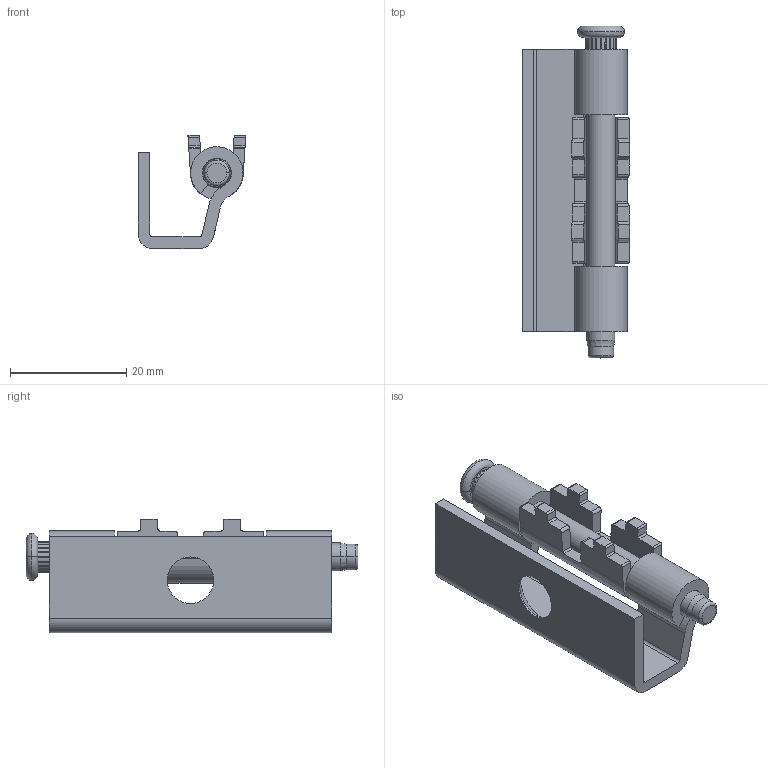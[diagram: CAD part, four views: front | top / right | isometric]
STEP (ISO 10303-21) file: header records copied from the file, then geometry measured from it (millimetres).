
FILE_DESCRIPTION(/* description */ (''),/* implementation_level */ '2;1');
FILE_NAME(/* name */ 'JL022',/* time_stamp */ '2024-10-19T09:15:30+08:00',/* author */ (''),/* organization */ (''),/* preprocessor_version */ 'ST-DEVELOPER v19.2',/* originating_system */ 'Rhino 8.5',/* authorisation */ '');
FILE_SCHEMA (('CONFIG_CONTROL_DESIGN'));
Length unit declared in the file: millimetre
Products named in the file (1): Document
Bounding box: 18.47 x 57 x 19.45 mm (x, y, z)
Volume: 5781 mm3; surface area: 6487.2 mm2
Topology: 3 solids, 3 shells, 154 faces, 428 edges, 282 vertices
Faces by surface type: cylinder 70, plane 54, bspline 30
Entity records: 5748 total; most frequent: CARTESIAN_POINT 2649, ORIENTED_EDGE 856, EDGE_CURVE 428, DIRECTION 283, VERTEX_POINT 282, B_SPLINE_CURVE_WITH_KNOTS 235, AXIS2_PLACEMENT_3D 176, EDGE_LOOP 158
